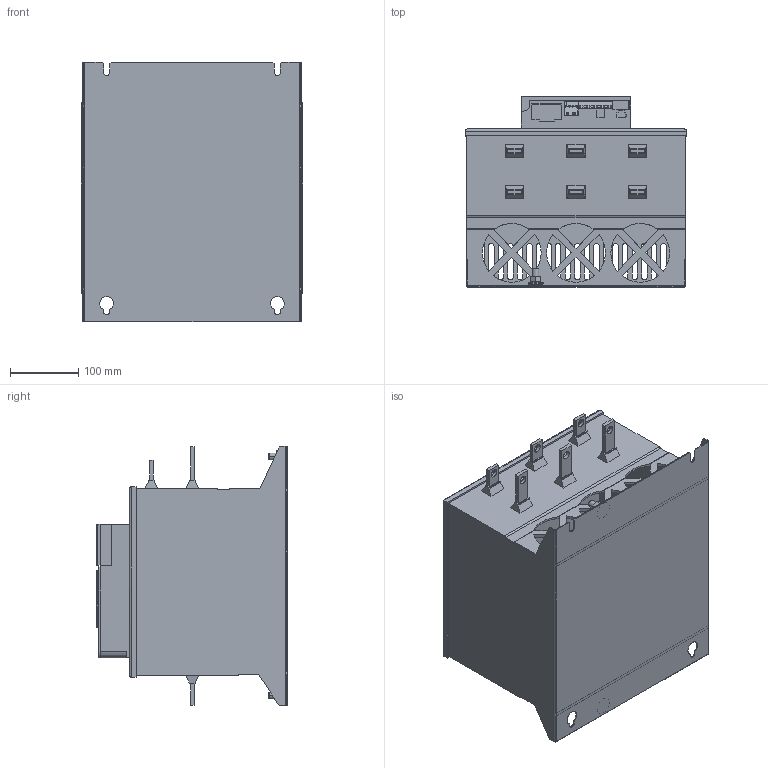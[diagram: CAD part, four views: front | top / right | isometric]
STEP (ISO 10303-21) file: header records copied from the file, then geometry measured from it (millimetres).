
FILE_DESCRIPTION((''),'2;1');
FILE_NAME('ATS480_SD_SIMP_REP_ASM','2021-08-06T11:39:07',('SESA600390'),('Schneider-Electric'),'CREO PARAMETRIC BY PTC INC, 2019471','CREO PARAMETRIC BY PTC INC, 2019471','');
FILE_SCHEMA(('AP242_MANAGED_MODEL_BASED_3D_ENGINEERING_MIM_LF { 1 0 10303 442 1 1 4 }'));
Products named in the file (4): PRT0001; PRT0003; PRT0004; ATS480_SD_SIMP_REP_ASM
Assembly tree (3 placements, depth 2):
  ATS480_SD_SIMP_REP_ASM
    PRT0001
    PRT0003
    PRT0004
Bounding box: 324 x 278.9 x 380 mm (x, y, z)
Volume: 2795451.3 mm3; surface area: 1047010.4 mm2
Topology: 3 solids, 3 shells, 954 faces, 2724 edges, 1803 vertices
Faces by surface type: plane 614, cylinder 295, cone 20, extrusion 17, torus 8
Entity records: 114761 total; most frequent: CARTESIAN_POINT 86583, ORIENTED_EDGE 5448, DIRECTION 5273, EDGE_CURVE 2724, VECTOR 1961, LINE 1944, VERTEX_POINT 1803, AXIS2_PLACEMENT_3D 1656
